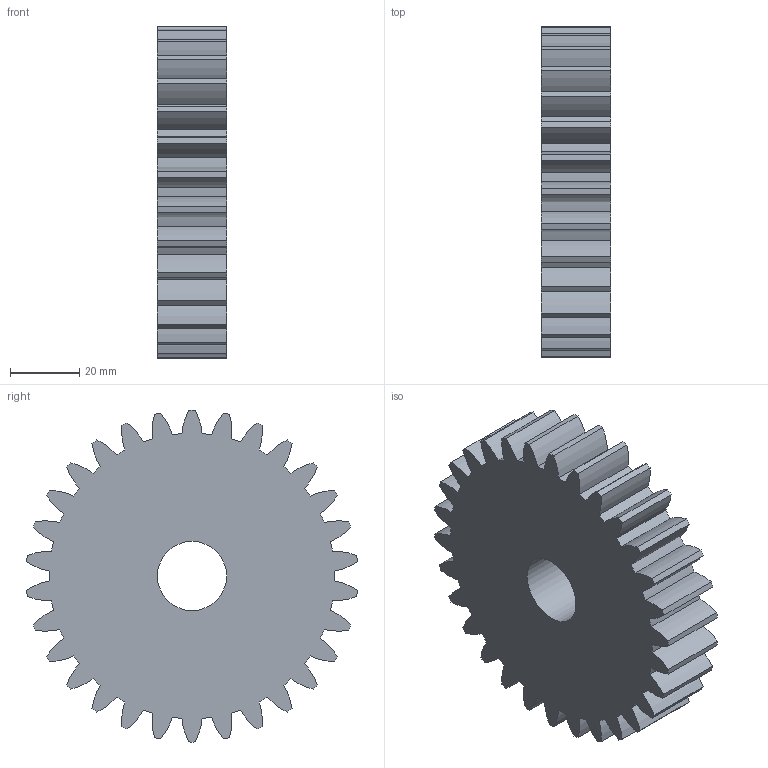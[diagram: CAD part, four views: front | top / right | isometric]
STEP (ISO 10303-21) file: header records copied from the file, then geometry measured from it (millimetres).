
FILE_DESCRIPTION (( 'STEP AP214' ), '1' );
FILE_NAME ('ISO - Spur gear 3M 30T 20PA 20FW ---S30A75H50L20.0N.STEP', '2025-04-01T14:17:40', ( '' ), ( '' ), 'SwSTEP 2.0', 'SolidWorks 2025', '' );
FILE_SCHEMA (( 'AUTOMOTIVE_DESIGN' ));
Length unit declared in the file: millimetre
Products named in the file (1): ISO - Spur gear 3M 30T 20PA 20FW ---S30A75H50L20.0N_ISO - Spur gear 3M 30T 20PA 20FW ---S30A75H50L20.0N
Bounding box: 20 x 95.64 x 96 mm (x, y, z)
Volume: 118126.6 mm3; surface area: 24434.5 mm2
Topology: 1 solids, 1 shells, 123 faces, 364 edges, 243 vertices
Faces by surface type: cylinder 121, plane 2
Full cylindrical faces by diameter (mm): 20 x1
Entity records: 4281 total; most frequent: DIRECTION 852, CARTESIAN_POINT 728, ORIENTED_EDGE 724, AXIS2_PLACEMENT_3D 366, EDGE_CURVE 362, VERTEX_POINT 242, CIRCLE 242, EDGE_LOOP 126
